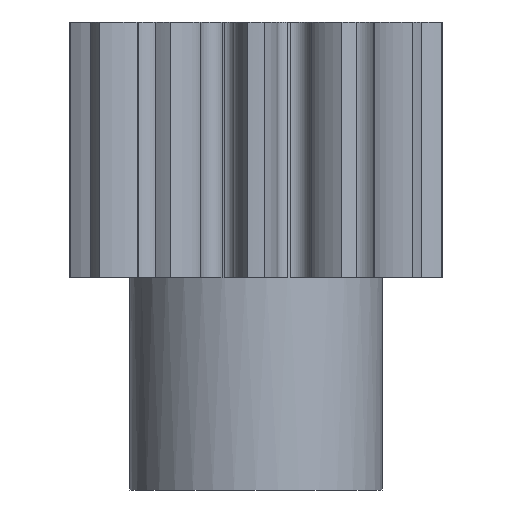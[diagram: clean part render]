
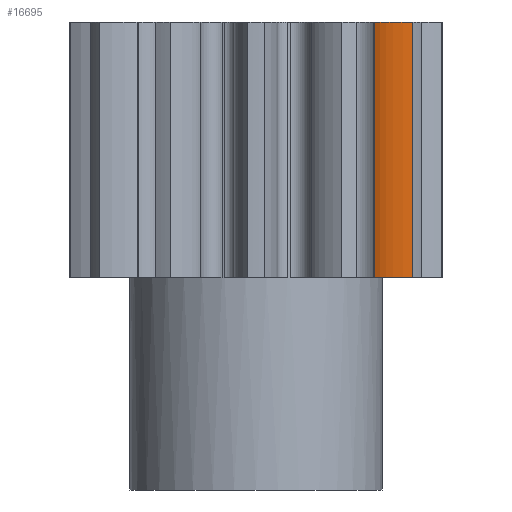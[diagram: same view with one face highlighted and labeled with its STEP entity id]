
A CAD part, front view. The second image highlights one B-rep face of the part: STEP entity #16695.
In plain terms, the highlighted free-form (B-spline) face has degree [3, 1] with [11, 2] control points.
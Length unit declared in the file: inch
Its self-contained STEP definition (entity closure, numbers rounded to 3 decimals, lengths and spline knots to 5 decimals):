
#76 = ORIENTED_EDGE ( 'NONE', *, *, #15283, .T. ) ;
#762 = VERTEX_POINT ( 'NONE', #9964 ) ;
#914 = B_SPLINE_SURFACE_WITH_KNOTS ( 'NONE', 3, 1, ( 
 ( #11940, #10876 ),
 ( #9517, #1813 ),
 ( #9463, #1654 ),
 ( #12056, #14513 ),
 ( #1756, #12167 ),
 ( #10824, #10771 ),
 ( #4433, #10711 ),
 ( #2906, #5451 ),
 ( #15801, #8051 ),
 ( #1595, #10659 ),
 ( #15857, #2963 ) ),
 .UNSPECIFIED., .F., .F., .F.,
 ( 4, 1, 1, 1, 1, 1, 1, 1, 4 ),
 ( 2, 2 ),
 ( 0., 0.08244, 0.14571, 0.22367, 0.31632, 0.42367, 0.54571, 0.68244, 0.74209 ),
 ( 0., 1. ),
 .UNSPECIFIED. ) ;
#947 = CARTESIAN_POINT ( 'NONE',  ( 0.14362, -0.11233, 0.3 ) ) ;
#1066 = CARTESIAN_POINT ( 'NONE',  ( 0.13941, -0.11015, 0. ) ) ;
#1095 = B_SPLINE_CURVE_WITH_KNOTS ( 'NONE', 3,
 ( #2186, #4856, #947, #7389, #8704, #7509, #15213, #12600, #16503, #10014, #3578 ),
 .UNSPECIFIED., .F., .F.,
 ( 4, 1, 1, 1, 1, 1, 1, 1, 4 ),
 ( 0., 0.08244, 0.14571, 0.22367, 0.31632, 0.42367, 0.54571, 0.68244, 0.74209 ),
 .UNSPECIFIED. ) ;
#1235 = EDGE_LOOP ( 'NONE', ( #76, #7232, #1906, #8908 ) ) ;
#1595 = CARTESIAN_POINT ( 'NONE',  ( 0.18317, -0.11775, 0.3 ) ) ;
#1654 = CARTESIAN_POINT ( 'NONE',  ( 0.14362, -0.11233, 0. ) ) ;
#1756 = CARTESIAN_POINT ( 'NONE',  ( 0.15264, -0.11531, 0.3 ) ) ;
#1813 = CARTESIAN_POINT ( 'NONE',  ( 0.14089, -0.11102, 0. ) ) ;
#1906 = ORIENTED_EDGE ( 'NONE', *, *, #15312, .F. ) ;
#2186 = CARTESIAN_POINT ( 'NONE',  ( 0.13941, -0.11015, 0.3 ) ) ;
#2419 = CARTESIAN_POINT ( 'NONE',  ( 0.15264, -0.11531, 0. ) ) ;
#2906 = CARTESIAN_POINT ( 'NONE',  ( 0.17249, -0.11798, 0.3 ) ) ;
#2963 = CARTESIAN_POINT ( 'NONE',  ( 0.18441, -0.11767, 0. ) ) ;
#3171 = CARTESIAN_POINT ( 'NONE',  ( 0.18441, -0.11767, 0.3 ) ) ;
#3578 = CARTESIAN_POINT ( 'NONE',  ( 0.18441, -0.11767, 0.3 ) ) ;
#4433 = CARTESIAN_POINT ( 'NONE',  ( 0.1649, -0.11746, 0.3 ) ) ;
#4575 = VECTOR ( 'NONE', #10474, 39.37008 ) ;
#4856 = CARTESIAN_POINT ( 'NONE',  ( 0.14089, -0.11102, 0.3 ) ) ;
#4977 = VECTOR ( 'NONE', #6535, 39.37008 ) ;
#4979 = CARTESIAN_POINT ( 'NONE',  ( 0.15828, -0.11652, 0. ) ) ;
#5451 = CARTESIAN_POINT ( 'NONE',  ( 0.17249, -0.11798, 0. ) ) ;
#6213 = CARTESIAN_POINT ( 'NONE',  ( 0.14089, -0.11102, 0. ) ) ;
#6335 = CARTESIAN_POINT ( 'NONE',  ( 0.1649, -0.11746, 0. ) ) ;
#6535 = DIRECTION ( 'NONE',  ( 0., 0., 1. ) ) ;
#7049 = CARTESIAN_POINT ( 'NONE',  ( 0.18441, -0.11767, 0.3 ) ) ;
#7101 = B_SPLINE_CURVE_WITH_KNOTS ( 'NONE', 3,
 ( #1066, #6213, #15264, #13863, #2419, #4979, #6335, #16677, #7448, #8879, #11358 ),
 .UNSPECIFIED., .F., .F.,
 ( 4, 1, 1, 1, 1, 1, 1, 1, 4 ),
 ( 0., 0.08244, 0.14571, 0.22367, 0.31632, 0.42367, 0.54571, 0.68244, 0.74209 ),
 .UNSPECIFIED. ) ;
#7232 = ORIENTED_EDGE ( 'NONE', *, *, #10100, .T. ) ;
#7389 = CARTESIAN_POINT ( 'NONE',  ( 0.14797, -0.11395, 0.3 ) ) ;
#7448 = CARTESIAN_POINT ( 'NONE',  ( 0.1791, -0.11796, 0. ) ) ;
#7509 = CARTESIAN_POINT ( 'NONE',  ( 0.15828, -0.11652, 0.3 ) ) ;
#8051 = CARTESIAN_POINT ( 'NONE',  ( 0.1791, -0.11796, 0. ) ) ;
#8704 = CARTESIAN_POINT ( 'NONE',  ( 0.15264, -0.11531, 0.3 ) ) ;
#8879 = CARTESIAN_POINT ( 'NONE',  ( 0.18317, -0.11775, 0. ) ) ;
#8908 = ORIENTED_EDGE ( 'NONE', *, *, #9885, .T. ) ;
#8938 = FACE_OUTER_BOUND ( 'NONE', #1235, .T. ) ;
#9463 = CARTESIAN_POINT ( 'NONE',  ( 0.14362, -0.11233, 0.3 ) ) ;
#9517 = CARTESIAN_POINT ( 'NONE',  ( 0.14089, -0.11102, 0.3 ) ) ;
#9885 = EDGE_CURVE ( 'NONE', #13002, #762, #11443, .T. ) ;
#9964 = CARTESIAN_POINT ( 'NONE',  ( 0.13941, -0.11015, 0. ) ) ;
#10014 = CARTESIAN_POINT ( 'NONE',  ( 0.18317, -0.11775, 0.3 ) ) ;
#10100 = EDGE_CURVE ( 'NONE', #10144, #11919, #11247, .T. ) ;
#10144 = VERTEX_POINT ( 'NONE', #11727 ) ;
#10474 = DIRECTION ( 'NONE',  ( 0., 0., -1. ) ) ;
#10528 = CARTESIAN_POINT ( 'NONE',  ( 0.13941, -0.11015, 0.3 ) ) ;
#10659 = CARTESIAN_POINT ( 'NONE',  ( 0.18317, -0.11775, 0. ) ) ;
#10711 = CARTESIAN_POINT ( 'NONE',  ( 0.1649, -0.11746, 0. ) ) ;
#10771 = CARTESIAN_POINT ( 'NONE',  ( 0.15828, -0.11652, 0. ) ) ;
#10824 = CARTESIAN_POINT ( 'NONE',  ( 0.15828, -0.11652, 0.3 ) ) ;
#10876 = CARTESIAN_POINT ( 'NONE',  ( 0.13941, -0.11015, 0. ) ) ;
#11247 = LINE ( 'NONE', #3171, #4977 ) ;
#11358 = CARTESIAN_POINT ( 'NONE',  ( 0.18441, -0.11767, 0. ) ) ;
#11443 = LINE ( 'NONE', #10528, #4575 ) ;
#11727 = CARTESIAN_POINT ( 'NONE',  ( 0.18441, -0.11767, 0. ) ) ;
#11919 = VERTEX_POINT ( 'NONE', #7049 ) ;
#11940 = CARTESIAN_POINT ( 'NONE',  ( 0.13941, -0.11015, 0.3 ) ) ;
#12056 = CARTESIAN_POINT ( 'NONE',  ( 0.14797, -0.11395, 0.3 ) ) ;
#12167 = CARTESIAN_POINT ( 'NONE',  ( 0.15264, -0.11531, 0. ) ) ;
#12533 = CARTESIAN_POINT ( 'NONE',  ( 0.13941, -0.11015, 0.3 ) ) ;
#12600 = CARTESIAN_POINT ( 'NONE',  ( 0.17249, -0.11798, 0.3 ) ) ;
#13002 = VERTEX_POINT ( 'NONE', #12533 ) ;
#13863 = CARTESIAN_POINT ( 'NONE',  ( 0.14797, -0.11395, 0. ) ) ;
#14513 = CARTESIAN_POINT ( 'NONE',  ( 0.14797, -0.11395, 0. ) ) ;
#15213 = CARTESIAN_POINT ( 'NONE',  ( 0.1649, -0.11746, 0.3 ) ) ;
#15264 = CARTESIAN_POINT ( 'NONE',  ( 0.14362, -0.11233, 0. ) ) ;
#15283 = EDGE_CURVE ( 'NONE', #762, #10144, #7101, .T. ) ;
#15312 = EDGE_CURVE ( 'NONE', #13002, #11919, #1095, .T. ) ;
#15801 = CARTESIAN_POINT ( 'NONE',  ( 0.1791, -0.11796, 0.3 ) ) ;
#15857 = CARTESIAN_POINT ( 'NONE',  ( 0.18441, -0.11767, 0.3 ) ) ;
#16503 = CARTESIAN_POINT ( 'NONE',  ( 0.1791, -0.11796, 0.3 ) ) ;
#16677 = CARTESIAN_POINT ( 'NONE',  ( 0.17249, -0.11798, 0. ) ) ;
#16695 = ADVANCED_FACE ( 'NONE', ( #8938 ), #914, .F. ) ;
